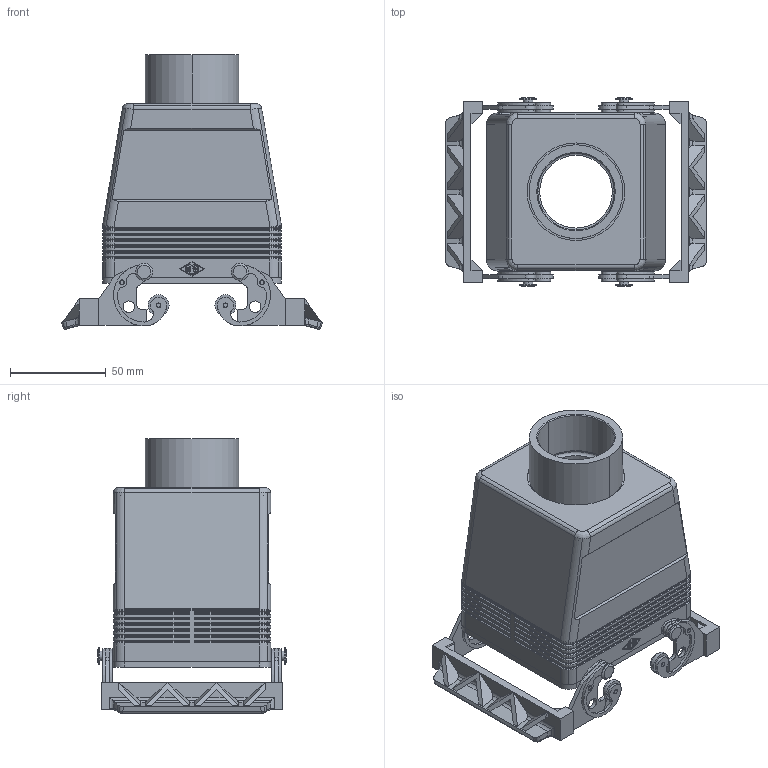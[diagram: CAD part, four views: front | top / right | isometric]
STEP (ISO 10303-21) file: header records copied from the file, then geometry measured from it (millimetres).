
FILE_DESCRIPTION((''),'2;1');
FILE_NAME('MHVW 32 G40.stp','2006-12-14T10:09:31',('gembarski'),(''),'Autodesk Inventor 7','Autodesk Inventor 7','');
FILE_SCHEMA(('AUTOMOTIVE_DESIGN { 1 0 10303 214 1 1 1 1 }'));
Length unit declared in the file: millimetre
Products named in the file (1): MHVW 32 G40
Bounding box: 136.28 x 98.5 x 143.53 mm (x, y, z)
Volume: 194481 mm3; surface area: 102872 mm2
Topology: 1 solids, 5 shells, 1083 faces, 2859 edges, 1822 vertices
Faces by surface type: bspline 329, plane 326, cylinder 294, cone 110, torus 20, sphere 4
Entity records: 36660 total; most frequent: CARTESIAN_POINT 9984, ORIENTED_EDGE 5686, DIRECTION 5497, EDGE_CURVE 2843, AXIS2_PLACEMENT_3D 1903, VERTEX_POINT 1822, VECTOR 1691, LINE 1691
